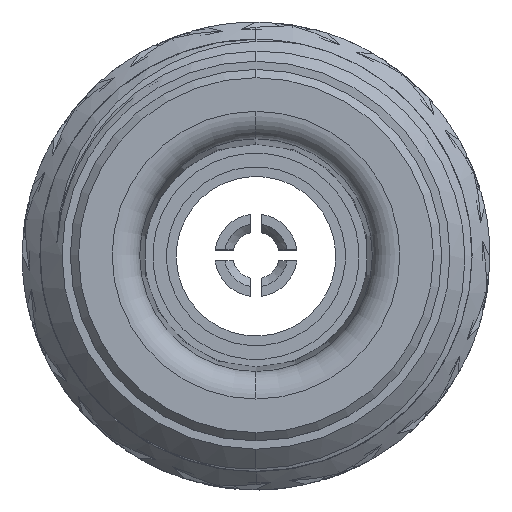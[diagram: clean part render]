
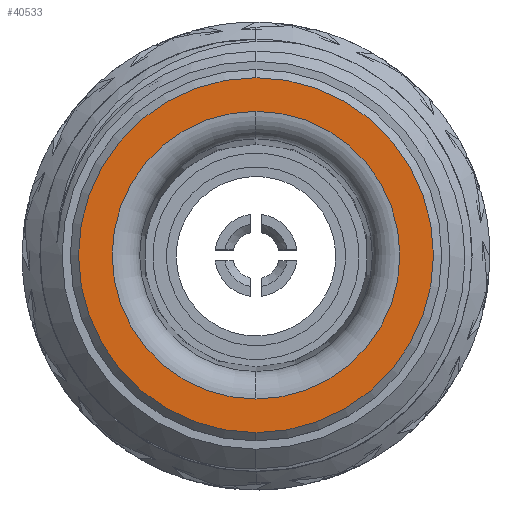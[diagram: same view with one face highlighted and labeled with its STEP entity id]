
A CAD part, top view. The second image highlights one B-rep face of the part: STEP entity #40533.
In plain terms, the highlighted planar face has unit normal (0, 0, 1).
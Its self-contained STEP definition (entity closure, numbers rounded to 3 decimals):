
#479 = VERTEX_POINT ( 'NONE', #27736 ) ;
#849 = ORIENTED_EDGE ( 'NONE', *, *, #104282, .T. ) ;
#1619 = DIRECTION ( 'NONE',  ( 0., 0., 1. ) ) ;
#2611 = EDGE_CURVE ( 'NONE', #2636, #479, #51377, .T. ) ;
#2636 = VERTEX_POINT ( 'NONE', #11384 ) ;
#5862 = EDGE_LOOP ( 'NONE', ( #13605, #45691 ) ) ;
#9929 = CIRCLE ( 'NONE', #105614, 5.228 ) ;
#10302 = AXIS2_PLACEMENT_3D ( 'NONE', #59703, #1619, #13193 ) ;
#11384 = CARTESIAN_POINT ( 'NONE',  ( 0., -6.45, 23.5 ) ) ;
#13193 = DIRECTION ( 'NONE',  ( 0., -1., 0. ) ) ;
#13605 = ORIENTED_EDGE ( 'NONE', *, *, #111498, .T. ) ;
#21819 = CARTESIAN_POINT ( 'NONE',  ( 0., 0., 23.5 ) ) ;
#23759 = CIRCLE ( 'NONE', #111666, 6.45 ) ;
#27736 = CARTESIAN_POINT ( 'NONE',  ( 0., 6.45, 23.5 ) ) ;
#29461 = FACE_OUTER_BOUND ( 'NONE', #43628, .T. ) ;
#36680 = CARTESIAN_POINT ( 'NONE',  ( 0., -5.228, 23.5 ) ) ;
#38154 = AXIS2_PLACEMENT_3D ( 'NONE', #104662, #86963, #68576 ) ;
#40533 = ADVANCED_FACE ( 'NONE', ( #29461, #85773 ), #77169, .T. ) ;
#43628 = EDGE_LOOP ( 'NONE', ( #849, #70423 ) ) ;
#45691 = ORIENTED_EDGE ( 'NONE', *, *, #97302, .T. ) ;
#45747 = VERTEX_POINT ( 'NONE', #36680 ) ;
#46725 = DIRECTION ( 'NONE',  ( 0., -1., 0. ) ) ;
#51377 = CIRCLE ( 'NONE', #10302, 6.45 ) ;
#51769 = CARTESIAN_POINT ( 'NONE',  ( 0., 0., 23.5 ) ) ;
#56940 = CARTESIAN_POINT ( 'NONE',  ( 0., 5.228, 23.5 ) ) ;
#59703 = CARTESIAN_POINT ( 'NONE',  ( 0., 0., 23.5 ) ) ;
#60319 = DIRECTION ( 'NONE',  ( 0., -1., 0. ) ) ;
#63423 = AXIS2_PLACEMENT_3D ( 'NONE', #21819, #106208, #86709 ) ;
#64014 = VERTEX_POINT ( 'NONE', #56940 ) ;
#68576 = DIRECTION ( 'NONE',  ( 0., -1., 0. ) ) ;
#70423 = ORIENTED_EDGE ( 'NONE', *, *, #2611, .T. ) ;
#77169 = PLANE ( 'NONE',  #38154 ) ;
#81652 = CARTESIAN_POINT ( 'NONE',  ( 0., 0., 23.5 ) ) ;
#85773 = FACE_BOUND ( 'NONE', #5862, .T. ) ;
#86709 = DIRECTION ( 'NONE',  ( 0., -1., 0. ) ) ;
#86963 = DIRECTION ( 'NONE',  ( 0., 0., 1. ) ) ;
#90785 = CIRCLE ( 'NONE', #63423, 5.228 ) ;
#93221 = DIRECTION ( 'NONE',  ( 0., 0., 1. ) ) ;
#97302 = EDGE_CURVE ( 'NONE', #64014, #45747, #90785, .T. ) ;
#104282 = EDGE_CURVE ( 'NONE', #479, #2636, #23759, .T. ) ;
#104662 = CARTESIAN_POINT ( 'NONE',  ( 0., 6.75, 23.5 ) ) ;
#105614 = AXIS2_PLACEMENT_3D ( 'NONE', #51769, #117787, #60319 ) ;
#106208 = DIRECTION ( 'NONE',  ( 0., 0., -1. ) ) ;
#111498 = EDGE_CURVE ( 'NONE', #45747, #64014, #9929, .T. ) ;
#111666 = AXIS2_PLACEMENT_3D ( 'NONE', #81652, #93221, #46725 ) ;
#117787 = DIRECTION ( 'NONE',  ( 0., 0., -1. ) ) ;
